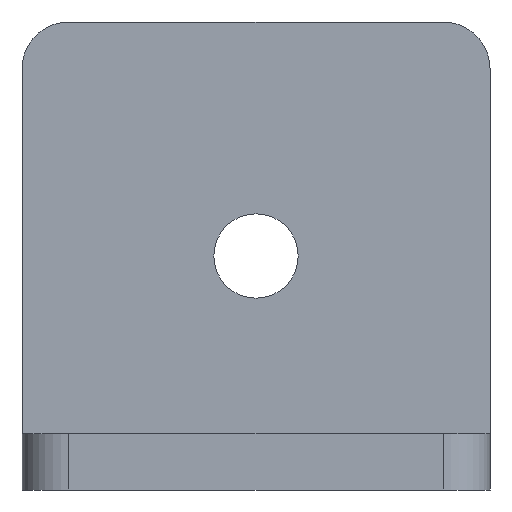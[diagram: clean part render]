
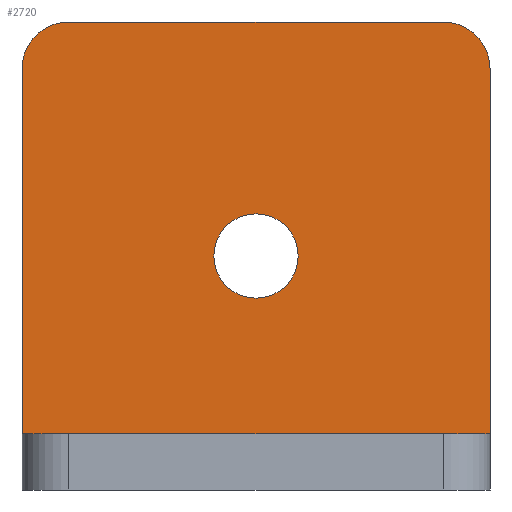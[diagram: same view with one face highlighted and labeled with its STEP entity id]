
A CAD part, front view. The second image highlights one B-rep face of the part: STEP entity #2720.
In plain terms, the highlighted planar face has unit normal (0, -1, 0).
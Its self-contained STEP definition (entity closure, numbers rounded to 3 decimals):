
#540=CARTESIAN_POINT('',(-4.5,-6.,0.));
#550=VERTEX_POINT('',#540);
#580=CARTESIAN_POINT('',(0.,-6.,0.)
);
#590=DIRECTION('',(0.,1.,0.));
#600=DIRECTION('',(-1.,0.,0.));
#610=AXIS2_PLACEMENT_3D('',#580,#590,#600);
#620=CIRCLE('',#610,4.5);
#630=CARTESIAN_POINT('',(4.5,-6.,0.));
#640=VERTEX_POINT('',#630);
#650=EDGE_CURVE('',#550,#640,#620,.T.);
#1010=CARTESIAN_POINT('',(25.,-6.,-19.));
#1020=VERTEX_POINT('',#1010);
#1350=CARTESIAN_POINT('',(-25.,-6.,-19.));
#1360=VERTEX_POINT('',#1350);
#1390=CARTESIAN_POINT('',(0.,-6.,-19.));
#1400=DIRECTION('',(1.,0.,0.));
#1410=VECTOR('',#1400,1.);
#1420=LINE('',#1390,#1410);
#1430=EDGE_CURVE('',#1360,#1020,#1420,.T.);
#2090=CARTESIAN_POINT('',(25.,-6.,0.));
#2100=DIRECTION('',(0.,0.,1.));
#2110=VECTOR('',#2100,1.);
#2120=LINE('',#2090,#2110);
#2130=CARTESIAN_POINT('',(25.,-6.,20.));
#2140=VERTEX_POINT('',#2130);
#2150=EDGE_CURVE('',#1020,#2140,#2120,.T.);
#2260=CARTESIAN_POINT('',(-25.5,-6.,-19.44));
#2270=DIRECTION('',(-0.,-1.,-0.));
#2280=DIRECTION('',(-1.,0.,0.));
#2290=AXIS2_PLACEMENT_3D('',#2260,#2270,#2280);
#2300=PLANE('',#2290);
#2310=ORIENTED_EDGE('',*,*,#650,.T.);
#2320=EDGE_CURVE('',#640,#550,#620,.T.);
#2330=ORIENTED_EDGE('',*,*,#2320,.T.);
#2340=EDGE_LOOP('',(#2330,#2310));
#2350=FACE_BOUND('',#2340,.T.);
#2360=CARTESIAN_POINT('',(-25.,-6.,0.));
#2370=DIRECTION('',(0.,0.,-1.));
#2380=VECTOR('',#2370,1.);
#2390=LINE('',#2360,#2380);
#2400=CARTESIAN_POINT('',(-25.,-6.,20.));
#2410=VERTEX_POINT('',#2400);
#2420=EDGE_CURVE('',#2410,#1360,#2390,.T.);
#2430=ORIENTED_EDGE('',*,*,#2420,.T.);
#2440=CARTESIAN_POINT('',(-20.,-6.,20.));
#2450=DIRECTION('',(0.,1.,0.));
#2460=DIRECTION('',(1.,0.,0.));
#2470=AXIS2_PLACEMENT_3D('',#2440,#2450,#2460);
#2480=CIRCLE('',#2470,5.);
#2490=CARTESIAN_POINT('',(-20.,-6.,25.));
#2500=VERTEX_POINT('',#2490);
#2510=EDGE_CURVE('',#2410,#2500,#2480,.T.);
#2520=ORIENTED_EDGE('',*,*,#2510,.F.);
#2530=CARTESIAN_POINT('',(0.,-6.,25.));
#2540=DIRECTION('',(-1.,0.,0.));
#2550=VECTOR('',#2540,1.);
#2560=LINE('',#2530,#2550);
#2570=CARTESIAN_POINT('',(20.,-6.,25.));
#2580=VERTEX_POINT('',#2570);
#2590=EDGE_CURVE('',#2580,#2500,#2560,.T.);
#2600=ORIENTED_EDGE('',*,*,#2590,.T.);
#2610=CARTESIAN_POINT('',(20.,-6.,20.));
#2620=DIRECTION('',(0.,-1.,0.));
#2630=DIRECTION('',(-1.,0.,0.));
#2640=AXIS2_PLACEMENT_3D('',#2610,#2620,#2630);
#2650=CIRCLE('',#2640,5.);
#2660=EDGE_CURVE('',#2140,#2580,#2650,.T.);
#2670=ORIENTED_EDGE('',*,*,#2660,.T.);
#2680=ORIENTED_EDGE('',*,*,#2150,.T.);
#2690=ORIENTED_EDGE('',*,*,#1430,.T.);
#2700=EDGE_LOOP('',(#2690,#2680,#2670,#2600,#2520,#2430));
#2710=FACE_OUTER_BOUND('',#2700,.T.);
#2720=ADVANCED_FACE('',(#2350,#2710),#2300,.T.);
